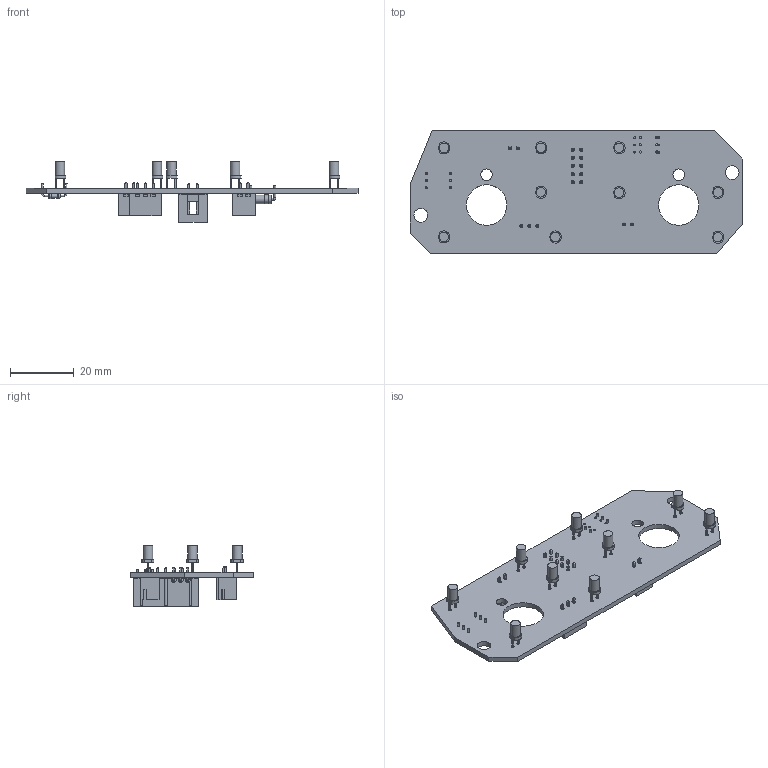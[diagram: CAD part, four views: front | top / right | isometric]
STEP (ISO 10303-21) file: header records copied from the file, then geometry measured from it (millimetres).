
FILE_DESCRIPTION(('KiCad electronic assembly'),'2;1');
FILE_NAME('HYD ISO PANEL.step','2024-11-01T06:33:29',('Pcbnew'),('Kicad' ),'Open CASCADE STEP processor 7.7','KiCad to STEP converter', 'Unknown');
FILE_SCHEMA(('AUTOMOTIVE_DESIGN { 1 0 10303 214 1 1 1 1 }'));
Length unit declared in the file: millimetre
Products named in the file (14): HYD ISO PANEL 1; LED_D3.0mm_FlatTop; R_Axial_DIN0204_L3.6mm_D1.6mm_P7.62mm_Horizontal; R_Axial_DIN0204_L36mm_D16mm_P762mm_Horizontal; D_A-405_P7.62mm_Horizontal; IDC-Header_2x05_P2.54mm_Vertical; IDC_Header_2x05_P254mm_Vertical; JST_XH_B3B-XH-A_1x03_P2.50mm_Vertical; JST_B3B_XH_A; JST_XH_B2B-XH-A_1x02_P2.50mm_Vertical; JST_B2B_XH_A; HYD_ISO_PCB
Assembly tree (26 placements, depth 3):
  HYD ISO PANEL 1
    LED_D3.0mm_FlatTop  x9
      LED_D3.0mm_FlatTop
    R_Axial_DIN0204_L3.6mm_D1.6mm_P7.62mm_Horizontal  x3
      R_Axial_DIN0204_L36mm_D16mm_P762mm_Horizontal
    D_A-405_P7.62mm_Horizontal  x3
      D_A-405_P7.62mm_Horizontal
    IDC-Header_2x05_P2.54mm_Vertical
      IDC_Header_2x05_P254mm_Vertical
    JST_XH_B3B-XH-A_1x03_P2.50mm_Vertical
      JST_B3B_XH_A
    JST_XH_B2B-XH-A_1x02_P2.50mm_Vertical  x2
      JST_B2B_XH_A
    HYD_ISO_PCB
Bounding box: 104.26 x 38.9 x 19.1 mm (x, y, z)
Volume: 7509 mm3; surface area: 11757.1 mm2
Topology: 20 solids, 20 shells, 820 faces, 1955 edges, 1253 vertices
Faces by surface type: plane 668, cylinder 134, torus 18
Full cylindrical faces by diameter (mm): 0.5 x12, 0.6 x12, 0.7 x12, 0.9 x18, 0.95 x3, 1 x20, 1.44 x3, 1.6 x6, 2.7 x6, 2.72 x3, 3 x9, 3.572 x2, 4.305 x2, 12.7 x2
Entity records: 19587 total; most frequent: CARTESIAN_POINT 2755, ORIENTED_EDGE 2672, DIRECTION 2655, EDGE_CURVE 1336, LINE 1149, VECTOR 1149, VERTEX_POINT 853, AXIS2_PLACEMENT_3D 753
